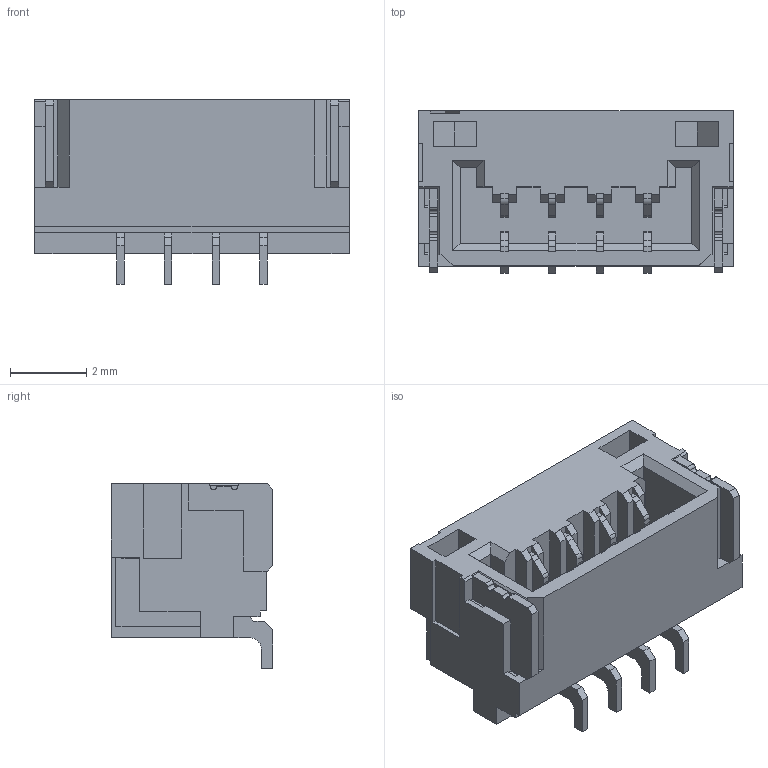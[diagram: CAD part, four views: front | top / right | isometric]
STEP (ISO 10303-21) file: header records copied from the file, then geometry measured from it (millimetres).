
FILE_DESCRIPTION (( 'STEP AP214' ), '1' );
FILE_NAME ('SM04B-GHS-TB (LF)(SN).STEP', '2023-11-14T07:16:07', ( '' ), ( '' ), 'SwSTEP 2.0', 'SolidWorks 2021', '' );
FILE_SCHEMA (( 'AUTOMOTIVE_DESIGN' ));
Length unit declared in the file: millimetre
Products named in the file (3): SM04B-GHS-TB (LF)(SN); SMxB-GHS-TB_04; pin
Assembly tree (5 placements, depth 2):
  SM04B-GHS-TB (LF)(SN)
    SMxB-GHS-TB_04
    pin  x4
Bounding box: 8.25 x 4.25 x 4.85 mm (x, y, z)
Volume: 103.7 mm3; surface area: 325.1 mm2
Topology: 11 solids, 11 shells, 340 faces, 950 edges, 630 vertices
Faces by surface type: plane 300, cylinder 40
Entity records: 8195 total; most frequent: CARTESIAN_POINT 1448, ORIENTED_EDGE 1432, DIRECTION 1270, EDGE_CURVE 716, LINE 678, VECTOR 678, VERTEX_POINT 474, AXIS2_PLACEMENT_3D 296
